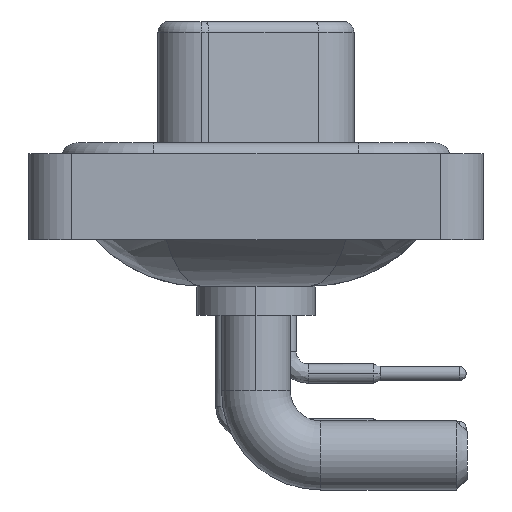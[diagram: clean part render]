
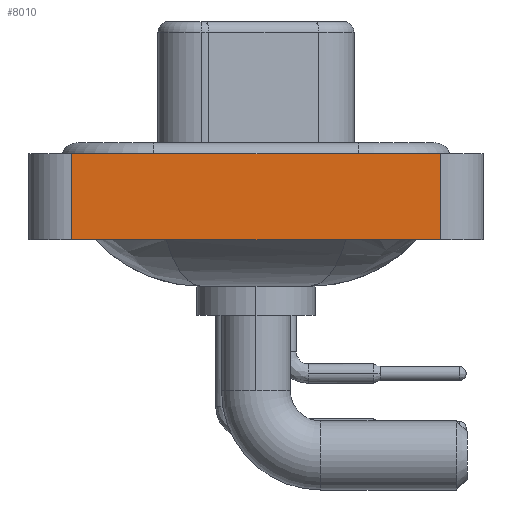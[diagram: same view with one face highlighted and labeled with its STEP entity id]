
A CAD part, left-side view. The second image highlights one B-rep face of the part: STEP entity #8010.
In plain terms, the highlighted planar face has unit normal (-1, 0, 0).
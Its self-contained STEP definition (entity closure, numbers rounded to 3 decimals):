
#505 = VECTOR ( 'NONE', #25145, 1000. ) ;
#1180 = EDGE_CURVE ( 'NONE', #24664, #1541, #4847, .T. ) ;
#1541 = VERTEX_POINT ( 'NONE', #11839 ) ;
#2129 = VERTEX_POINT ( 'NONE', #8318 ) ;
#3515 = EDGE_LOOP ( 'NONE', ( #15151, #19732, #12498, #3687 ) ) ;
#3687 = ORIENTED_EDGE ( 'NONE', *, *, #18211, .T. ) ;
#3787 = EDGE_CURVE ( 'NONE', #1541, #24091, #13796, .T. ) ;
#4847 = LINE ( 'NONE', #17812, #22830 ) ;
#7392 = CARTESIAN_POINT ( 'NONE',  ( -7.35, -8.55, 0.4 ) ) ;
#8010 = ADVANCED_FACE ( 'NONE', ( #23014 ), #21505, .T. ) ;
#8318 = CARTESIAN_POINT ( 'NONE',  ( -7.35, -8.55, -3.6 ) ) ;
#8451 = DIRECTION ( 'NONE',  ( 0., 0., 1. ) ) ;
#9047 = LINE ( 'NONE', #9453, #22265 ) ;
#9320 = DIRECTION ( 'NONE',  ( 0., -1., 0. ) ) ;
#9453 = CARTESIAN_POINT ( 'NONE',  ( -7.35, -8.55, -3.6 ) ) ;
#10347 = CARTESIAN_POINT ( 'NONE',  ( -7.35, 8.55, -3.6 ) ) ;
#10601 = CARTESIAN_POINT ( 'NONE',  ( -7.35, -8.55, -3.6 ) ) ;
#11411 = VECTOR ( 'NONE', #8451, 1000. ) ;
#11839 = CARTESIAN_POINT ( 'NONE',  ( -7.35, 8.55, 0.4 ) ) ;
#12498 = ORIENTED_EDGE ( 'NONE', *, *, #1180, .F. ) ;
#13796 = LINE ( 'NONE', #22228, #505 ) ;
#14235 = CARTESIAN_POINT ( 'NONE',  ( -7.35, -8.55, -3.6 ) ) ;
#15151 = ORIENTED_EDGE ( 'NONE', *, *, #17675, .T. ) ;
#15870 = DIRECTION ( 'NONE',  ( 0., 0., 1. ) ) ;
#17675 = EDGE_CURVE ( 'NONE', #2129, #24091, #18957, .T. ) ;
#17812 = CARTESIAN_POINT ( 'NONE',  ( -7.35, 8.55, -3.6 ) ) ;
#18211 = EDGE_CURVE ( 'NONE', #24664, #2129, #9047, .T. ) ;
#18957 = LINE ( 'NONE', #14235, #11411 ) ;
#19144 = AXIS2_PLACEMENT_3D ( 'NONE', #10601, #21354, #23562 ) ;
#19732 = ORIENTED_EDGE ( 'NONE', *, *, #3787, .F. ) ;
#21354 = DIRECTION ( 'NONE',  ( -1., 0., 0. ) ) ;
#21505 = PLANE ( 'NONE',  #19144 ) ;
#22228 = CARTESIAN_POINT ( 'NONE',  ( -7.35, -8.55, 0.4 ) ) ;
#22265 = VECTOR ( 'NONE', #9320, 1000. ) ;
#22830 = VECTOR ( 'NONE', #15870, 1000. ) ;
#23014 = FACE_OUTER_BOUND ( 'NONE', #3515, .T. ) ;
#23562 = DIRECTION ( 'NONE',  ( 0., 0., 1. ) ) ;
#24091 = VERTEX_POINT ( 'NONE', #7392 ) ;
#24664 = VERTEX_POINT ( 'NONE', #10347 ) ;
#25145 = DIRECTION ( 'NONE',  ( 0., -1., 0. ) ) ;
